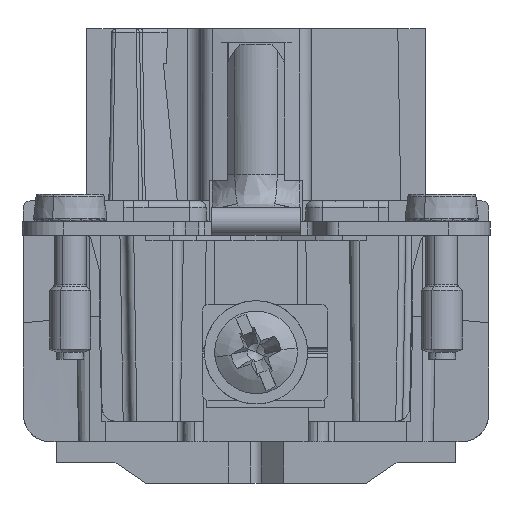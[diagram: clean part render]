
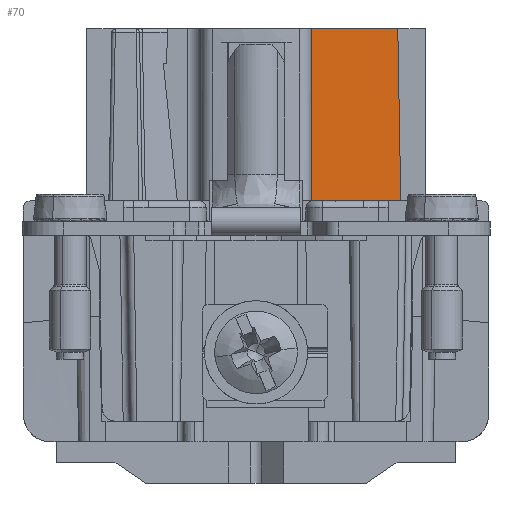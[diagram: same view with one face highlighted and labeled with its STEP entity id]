
A CAD part, front view. The second image highlights one B-rep face of the part: STEP entity #70.
In plain terms, the highlighted planar face has unit normal (0, -1, 0.018).
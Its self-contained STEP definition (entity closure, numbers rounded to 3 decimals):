
#34=AXIS2_PLACEMENT_3D('Plane Axis2P3D',#31,#32,#33) ;
#31=CARTESIAN_POINT('Axis2P3D Location',(20.8,14.,33.)) ;
#37=CARTESIAN_POINT('Control Point',(21.06,14.,33.)) ;
#38=CARTESIAN_POINT('Control Point',(21.034,13.927,28.833)) ;
#39=CARTESIAN_POINT('Control Point',(21.017,13.855,24.667)) ;
#40=CARTESIAN_POINT('Control Point',(21.008,13.782,20.5)) ;
#41=CARTESIAN_POINT('Vertex',(21.06,14.,33.)) ;
#43=CARTESIAN_POINT('Vertex',(21.008,13.782,20.5)) ;
#46=CARTESIAN_POINT('Line Origine',(24.15,13.782,20.5)) ;
#50=CARTESIAN_POINT('Vertex',(27.518,13.782,20.5)) ;
#54=CARTESIAN_POINT('Control Point',(27.518,13.782,20.5)) ;
#55=CARTESIAN_POINT('Control Point',(27.3,14.,33.)) ;
#56=CARTESIAN_POINT('Vertex',(27.3,14.,33.)) ;
#59=CARTESIAN_POINT('Line Origine',(24.15,14.,33.)) ;
#32=DIRECTION('Axis2P3D Direction',(0.,1.,-0.017)) ;
#33=DIRECTION('Axis2P3D XDirection',(1.,0.,0.)) ;
#47=DIRECTION('Vector Direction',(1.,0.,0.)) ;
#60=DIRECTION('Vector Direction',(1.,0.,0.)) ;
#48=VECTOR('Line Direction',#47,1.) ;
#61=VECTOR('Line Direction',#60,1.) ;
#65=ORIENTED_EDGE('',*,*,#45,.T.) ;
#66=ORIENTED_EDGE('',*,*,#52,.T.) ;
#67=ORIENTED_EDGE('',*,*,#58,.T.) ;
#68=ORIENTED_EDGE('',*,*,#63,.F.) ;
#70=ADVANCED_FACE('Hauptk\X2\00F6\X0\rper',(#69),#35,.F.) ;
#36=B_SPLINE_CURVE_WITH_KNOTS('',3,(#37,#38,#39,#40),.UNSPECIFIED.,.F.,.U.,(4,4),(0.,17.681),.UNSPECIFIED.) ;
#53=B_SPLINE_CURVE_WITH_KNOTS('',1,(#54,#55),.UNSPECIFIED.,.F.,.U.,(2,2),(-5.752,6.752),.UNSPECIFIED.) ;
#45=EDGE_CURVE('',#42,#44,#36,.T.) ;
#52=EDGE_CURVE('',#44,#51,#49,.T.) ;
#58=EDGE_CURVE('',#51,#57,#53,.T.) ;
#63=EDGE_CURVE('',#42,#57,#62,.T.) ;
#64=EDGE_LOOP('',(#65,#66,#67,#68)) ;
#69=FACE_OUTER_BOUND('',#64,.T.) ;
#49=LINE('Line',#46,#48) ;
#62=LINE('Line',#59,#61) ;
#35=PLANE('',#34) ;
#42=VERTEX_POINT('',#41) ;
#44=VERTEX_POINT('',#43) ;
#51=VERTEX_POINT('',#50) ;
#57=VERTEX_POINT('',#56) ;
